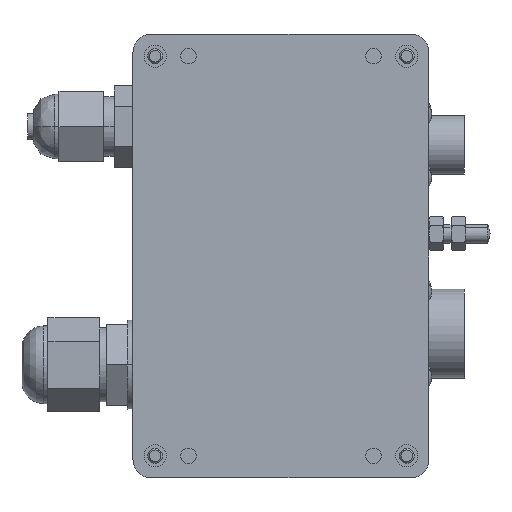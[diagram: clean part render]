
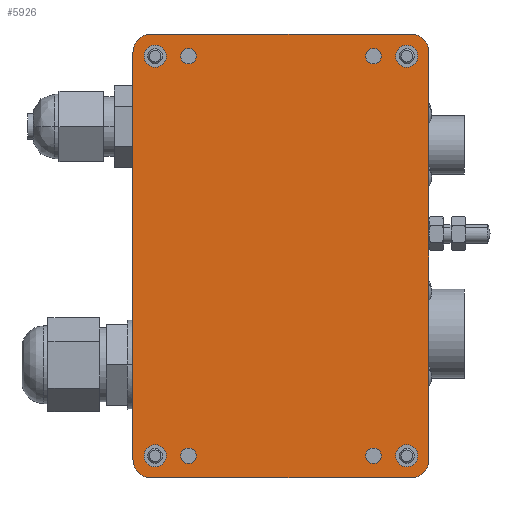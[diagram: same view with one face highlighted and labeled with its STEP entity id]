
A CAD part, left-side view. The second image highlights one B-rep face of the part: STEP entity #5926.
In plain terms, the highlighted planar face has unit normal (-1, 0, 0).
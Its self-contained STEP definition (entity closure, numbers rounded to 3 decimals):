
#574=CARTESIAN_POINT('',(-20.,25.,71.9));
#575=VERTEX_POINT('',#574);
#591=CARTESIAN_POINT('',(-20.,25.,76.1));
#592=VERTEX_POINT('',#591);
#599=CARTESIAN_POINT('',(-20.,25.,74.));
#600=DIRECTION('',(1.0,0.0,0.0));
#601=DIRECTION('',(0.0,0.0,-1.0));
#602=AXIS2_PLACEMENT_3D('',#599,#600,#601);
#603=CIRCLE('',#602,2.1);
#604=EDGE_CURVE('',#575,#592,#603,.T.);
#616=CARTESIAN_POINT('',(-20.,-25.,-36.1));
#617=VERTEX_POINT('',#616);
#633=CARTESIAN_POINT('',(-20.,-25.,-31.9));
#634=VERTEX_POINT('',#633);
#641=CARTESIAN_POINT('',(-20.,-25.,-34.));
#642=DIRECTION('',(1.0,0.0,0.0));
#643=DIRECTION('',(0.0,0.0,-1.0));
#644=AXIS2_PLACEMENT_3D('',#641,#642,#643);
#645=CIRCLE('',#644,2.1);
#646=EDGE_CURVE('',#617,#634,#645,.T.);
#658=CARTESIAN_POINT('',(-20.,-25.,71.9));
#659=VERTEX_POINT('',#658);
#675=CARTESIAN_POINT('',(-20.,-25.,76.1));
#676=VERTEX_POINT('',#675);
#683=CARTESIAN_POINT('',(-20.,-25.,74.));
#684=DIRECTION('',(1.0,0.0,0.0));
#685=DIRECTION('',(0.0,0.0,-1.0));
#686=AXIS2_PLACEMENT_3D('',#683,#684,#685);
#687=CIRCLE('',#686,2.1);
#688=EDGE_CURVE('',#659,#676,#687,.T.);
#700=CARTESIAN_POINT('',(-20.,25.,-36.1));
#701=VERTEX_POINT('',#700);
#717=CARTESIAN_POINT('',(-20.,25.,-31.9));
#718=VERTEX_POINT('',#717);
#725=CARTESIAN_POINT('',(-20.,25.,-34.));
#726=DIRECTION('',(1.0,0.0,0.0));
#727=DIRECTION('',(0.0,0.0,-1.0));
#728=AXIS2_PLACEMENT_3D('',#725,#726,#727);
#729=CIRCLE('',#728,2.1);
#730=EDGE_CURVE('',#701,#718,#729,.T.);
#742=CARTESIAN_POINT('',(-20.,34.,-37.));
#743=VERTEX_POINT('',#742);
#759=CARTESIAN_POINT('',(-20.,34.,-31.));
#760=VERTEX_POINT('',#759);
#767=CARTESIAN_POINT('',(-20.,34.,-34.));
#768=DIRECTION('',(1.0,0.0,0.0));
#769=DIRECTION('',(0.0,0.0,-1.0));
#770=AXIS2_PLACEMENT_3D('',#767,#768,#769);
#771=CIRCLE('',#770,3.);
#772=EDGE_CURVE('',#743,#760,#771,.T.);
#784=CARTESIAN_POINT('',(-20.,34.,71.));
#785=VERTEX_POINT('',#784);
#801=CARTESIAN_POINT('',(-20.,34.,77.));
#802=VERTEX_POINT('',#801);
#809=CARTESIAN_POINT('',(-20.,34.,74.));
#810=DIRECTION('',(1.0,0.0,0.0));
#811=DIRECTION('',(0.0,0.0,-1.0));
#812=AXIS2_PLACEMENT_3D('',#809,#810,#811);
#813=CIRCLE('',#812,3.);
#814=EDGE_CURVE('',#785,#802,#813,.T.);
#826=CARTESIAN_POINT('',(-20.,-34.,71.));
#827=VERTEX_POINT('',#826);
#843=CARTESIAN_POINT('',(-20.,-34.,77.));
#844=VERTEX_POINT('',#843);
#851=CARTESIAN_POINT('',(-20.,-34.,74.));
#852=DIRECTION('',(1.0,0.0,0.0));
#853=DIRECTION('',(0.0,0.0,-1.0));
#854=AXIS2_PLACEMENT_3D('',#851,#852,#853);
#855=CIRCLE('',#854,3.);
#856=EDGE_CURVE('',#827,#844,#855,.T.);
#868=CARTESIAN_POINT('',(-20.,-34.,-37.));
#869=VERTEX_POINT('',#868);
#885=CARTESIAN_POINT('',(-20.,-34.,-31.));
#886=VERTEX_POINT('',#885);
#893=CARTESIAN_POINT('',(-20.,-34.,-34.));
#894=DIRECTION('',(1.0,0.0,0.0));
#895=DIRECTION('',(0.0,0.0,-1.0));
#896=AXIS2_PLACEMENT_3D('',#893,#894,#895);
#897=CIRCLE('',#896,3.);
#898=EDGE_CURVE('',#869,#886,#897,.T.);
#1978=CARTESIAN_POINT('',(-20.,40.,-35.));
#1979=VERTEX_POINT('',#1978);
#1986=CARTESIAN_POINT('',(-20.,40.0,75.));
#1987=VERTEX_POINT('',#1986);
#1988=CARTESIAN_POINT('',(-20.,40.,-35.));
#1989=DIRECTION('',(0.0,0.0,1.0));
#1990=VECTOR('',#1989,110.);
#1991=LINE('',#1988,#1990);
#1992=EDGE_CURVE('',#1979,#1987,#1991,.T.);
#3521=CARTESIAN_POINT('',(-20.,-34.,-34.));
#3522=DIRECTION('',(1.0,0.0,0.0));
#3523=DIRECTION('',(0.0,0.0,-1.0));
#3524=AXIS2_PLACEMENT_3D('',#3521,#3522,#3523);
#3525=CIRCLE('',#3524,3.);
#3526=EDGE_CURVE('',#886,#869,#3525,.T.);
#3559=CARTESIAN_POINT('',(-20.,-34.,74.));
#3560=DIRECTION('',(1.0,0.0,0.0));
#3561=DIRECTION('',(0.0,0.0,-1.0));
#3562=AXIS2_PLACEMENT_3D('',#3559,#3560,#3561);
#3563=CIRCLE('',#3562,3.);
#3564=EDGE_CURVE('',#844,#827,#3563,.T.);
#3597=CARTESIAN_POINT('',(-20.,34.,74.));
#3598=DIRECTION('',(1.0,0.0,0.0));
#3599=DIRECTION('',(0.0,0.0,-1.0));
#3600=AXIS2_PLACEMENT_3D('',#3597,#3598,#3599);
#3601=CIRCLE('',#3600,3.);
#3602=EDGE_CURVE('',#802,#785,#3601,.T.);
#3635=CARTESIAN_POINT('',(-20.,34.,-34.));
#3636=DIRECTION('',(1.0,0.0,0.0));
#3637=DIRECTION('',(0.0,0.0,-1.0));
#3638=AXIS2_PLACEMENT_3D('',#3635,#3636,#3637);
#3639=CIRCLE('',#3638,3.);
#3640=EDGE_CURVE('',#760,#743,#3639,.T.);
#3673=CARTESIAN_POINT('',(-20.,25.,-34.));
#3674=DIRECTION('',(1.0,0.0,0.0));
#3675=DIRECTION('',(0.0,0.0,-1.0));
#3676=AXIS2_PLACEMENT_3D('',#3673,#3674,#3675);
#3677=CIRCLE('',#3676,2.1);
#3678=EDGE_CURVE('',#718,#701,#3677,.T.);
#3697=CARTESIAN_POINT('',(-20.,-25.,74.));
#3698=DIRECTION('',(1.0,0.0,0.0));
#3699=DIRECTION('',(0.0,0.0,-1.0));
#3700=AXIS2_PLACEMENT_3D('',#3697,#3698,#3699);
#3701=CIRCLE('',#3700,2.1);
#3702=EDGE_CURVE('',#676,#659,#3701,.T.);
#3721=CARTESIAN_POINT('',(-20.,-25.,-34.));
#3722=DIRECTION('',(1.0,0.0,0.0));
#3723=DIRECTION('',(0.0,0.0,-1.0));
#3724=AXIS2_PLACEMENT_3D('',#3721,#3722,#3723);
#3725=CIRCLE('',#3724,2.1);
#3726=EDGE_CURVE('',#634,#617,#3725,.T.);
#3745=CARTESIAN_POINT('',(-20.,25.,74.));
#3746=DIRECTION('',(1.0,0.0,0.0));
#3747=DIRECTION('',(0.0,0.0,-1.0));
#3748=AXIS2_PLACEMENT_3D('',#3745,#3746,#3747);
#3749=CIRCLE('',#3748,2.1);
#3750=EDGE_CURVE('',#592,#575,#3749,.T.);
#5669=CARTESIAN_POINT('',(-20.,35.0,-40.));
#5670=VERTEX_POINT('',#5669);
#5677=CARTESIAN_POINT('',(-20.,35.0,-35.));
#5678=DIRECTION('',(1.0,0.0,0.0));
#5679=DIRECTION('',(0.0,0.0,-1.0));
#5680=AXIS2_PLACEMENT_3D('',#5677,#5678,#5679);
#5681=CIRCLE('',#5680,5.0);
#5682=EDGE_CURVE('',#5670,#1979,#5681,.T.);
#5701=CARTESIAN_POINT('',(-20.,-35.,-40.));
#5702=VERTEX_POINT('',#5701);
#5709=CARTESIAN_POINT('',(-20.,-35.,-40.));
#5710=DIRECTION('',(0.0,1.0,0.0));
#5711=VECTOR('',#5710,70.);
#5712=LINE('',#5709,#5711);
#5713=EDGE_CURVE('',#5702,#5670,#5712,.T.);
#5733=CARTESIAN_POINT('',(-20.,-40.0,-35.));
#5734=VERTEX_POINT('',#5733);
#5741=CARTESIAN_POINT('',(-20.,-35.,-35.));
#5742=DIRECTION('',(1.0,0.0,0.0));
#5743=DIRECTION('',(0.0,0.0,-1.0));
#5744=AXIS2_PLACEMENT_3D('',#5741,#5742,#5743);
#5745=CIRCLE('',#5744,5.0);
#5746=EDGE_CURVE('',#5734,#5702,#5745,.T.);
#5765=CARTESIAN_POINT('',(-20.,-40.,75.));
#5766=VERTEX_POINT('',#5765);
#5773=CARTESIAN_POINT('',(-20.,-40.,75.));
#5774=DIRECTION('',(0.0,0.0,-1.0));
#5775=VECTOR('',#5774,110.);
#5776=LINE('',#5773,#5775);
#5777=EDGE_CURVE('',#5766,#5734,#5776,.T.);
#5805=CARTESIAN_POINT('',(-20.,-35.0,80.));
#5806=VERTEX_POINT('',#5805);
#5813=CARTESIAN_POINT('',(-20.,-35.0,75.));
#5814=DIRECTION('',(1.0,0.0,0.0));
#5815=DIRECTION('',(0.0,0.0,-1.0));
#5816=AXIS2_PLACEMENT_3D('',#5813,#5814,#5815);
#5817=CIRCLE('',#5816,5.0);
#5818=EDGE_CURVE('',#5806,#5766,#5817,.T.);
#5837=CARTESIAN_POINT('',(-20.,35.0,80.));
#5838=VERTEX_POINT('',#5837);
#5845=CARTESIAN_POINT('',(-20.,35.0,80.));
#5846=DIRECTION('',(0.0,-1.0,0.0));
#5847=VECTOR('',#5846,70.0);
#5848=LINE('',#5845,#5847);
#5849=EDGE_CURVE('',#5838,#5806,#5848,.T.);
#5868=CARTESIAN_POINT('',(-20.,35.0,75.));
#5869=DIRECTION('',(1.0,0.0,0.0));
#5870=DIRECTION('',(0.0,0.0,-1.0));
#5871=AXIS2_PLACEMENT_3D('',#5868,#5869,#5870);
#5872=CIRCLE('',#5871,5.0);
#5873=EDGE_CURVE('',#1987,#5838,#5872,.T.);
#5879=CARTESIAN_POINT('',(-20.,0.,0.));
#5880=DIRECTION('',(1.0,0.0,0.0));
#5881=DIRECTION('',(0.0,0.0,-1.0));
#5882=AXIS2_PLACEMENT_3D('',#5879,#5880,#5881);
#5883=PLANE('',#5882);
#5884=ORIENTED_EDGE('',*,*,#5873,.F.);
#5885=ORIENTED_EDGE('',*,*,#1992,.F.);
#5886=ORIENTED_EDGE('',*,*,#5682,.F.);
#5887=ORIENTED_EDGE('',*,*,#5713,.F.);
#5888=ORIENTED_EDGE('',*,*,#5746,.F.);
#5889=ORIENTED_EDGE('',*,*,#5777,.F.);
#5890=ORIENTED_EDGE('',*,*,#5818,.F.);
#5891=ORIENTED_EDGE('',*,*,#5849,.F.);
#5892=EDGE_LOOP('',(#5884,#5885,#5886,#5887,#5888,#5889,#5890,#5891));
#5893=FACE_OUTER_BOUND('',#5892,.T.);
#5894=ORIENTED_EDGE('',*,*,#898,.T.);
#5895=ORIENTED_EDGE('',*,*,#3526,.T.);
#5896=EDGE_LOOP('',(#5894,#5895));
#5897=FACE_BOUND('',#5896,.T.);
#5898=ORIENTED_EDGE('',*,*,#856,.T.);
#5899=ORIENTED_EDGE('',*,*,#3564,.T.);
#5900=EDGE_LOOP('',(#5898,#5899));
#5901=FACE_BOUND('',#5900,.T.);
#5902=ORIENTED_EDGE('',*,*,#814,.T.);
#5903=ORIENTED_EDGE('',*,*,#3602,.T.);
#5904=EDGE_LOOP('',(#5902,#5903));
#5905=FACE_BOUND('',#5904,.T.);
#5906=ORIENTED_EDGE('',*,*,#772,.T.);
#5907=ORIENTED_EDGE('',*,*,#3640,.T.);
#5908=EDGE_LOOP('',(#5906,#5907));
#5909=FACE_BOUND('',#5908,.T.);
#5910=ORIENTED_EDGE('',*,*,#730,.T.);
#5911=ORIENTED_EDGE('',*,*,#3678,.T.);
#5912=EDGE_LOOP('',(#5910,#5911));
#5913=FACE_BOUND('',#5912,.T.);
#5914=ORIENTED_EDGE('',*,*,#688,.T.);
#5915=ORIENTED_EDGE('',*,*,#3702,.T.);
#5916=EDGE_LOOP('',(#5914,#5915));
#5917=FACE_BOUND('',#5916,.T.);
#5918=ORIENTED_EDGE('',*,*,#646,.T.);
#5919=ORIENTED_EDGE('',*,*,#3726,.T.);
#5920=EDGE_LOOP('',(#5918,#5919));
#5921=FACE_BOUND('',#5920,.T.);
#5922=ORIENTED_EDGE('',*,*,#604,.T.);
#5923=ORIENTED_EDGE('',*,*,#3750,.T.);
#5924=EDGE_LOOP('',(#5922,#5923));
#5925=FACE_BOUND('',#5924,.T.);
#5926=ADVANCED_FACE('',(#5893,#5897,#5901,#5905,#5909,#5913,#5917,#5921,#5925),#5883,.F.);
